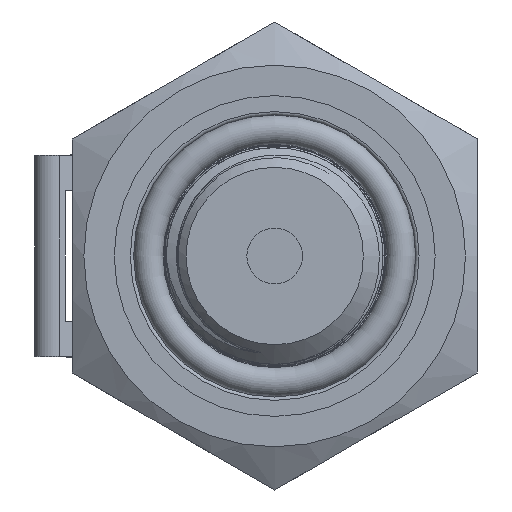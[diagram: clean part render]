
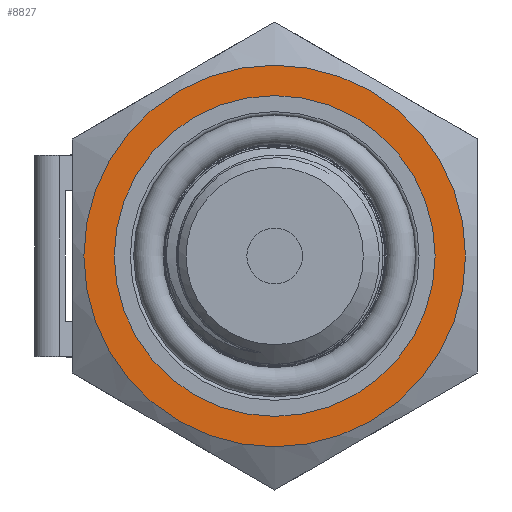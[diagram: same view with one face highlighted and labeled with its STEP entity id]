
A CAD part, left-side view. The second image highlights one B-rep face of the part: STEP entity #8827.
In plain terms, the highlighted planar face has unit normal (-1, 0, 0).
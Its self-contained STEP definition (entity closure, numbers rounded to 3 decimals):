
#119=FACE_BOUND('',#1519,.T.);
#242=PLANE('',#9286);
#985=FACE_OUTER_BOUND('',#1518,.T.);
#1518=EDGE_LOOP('',(#7598));
#1519=EDGE_LOOP('',(#7599));
#1839=CIRCLE('',#9254,11.3);
#1855=CIRCLE('',#9285,9.5);
#4212=VERTEX_POINT('',#19150);
#4231=VERTEX_POINT('',#23394);
#5363=EDGE_CURVE('',#4212,#4212,#1839,.T.);
#5402=EDGE_CURVE('',#4231,#4231,#1855,.T.);
#7598=ORIENTED_EDGE('',*,*,#5363,.T.);
#7599=ORIENTED_EDGE('',*,*,#5402,.T.);
#8827=ADVANCED_FACE('',(#985,#119),#242,.T.);
#9254=AXIS2_PLACEMENT_3D('',#19152,#10370,#10371);
#9285=AXIS2_PLACEMENT_3D('',#23395,#10440,#10441);
#9286=AXIS2_PLACEMENT_3D('',#23397,#10443,#10444);
#10370=DIRECTION('center_axis',(-1.,0.,0.));
#10371=DIRECTION('ref_axis',(0.,1.,0.));
#10440=DIRECTION('center_axis',(1.,0.,0.));
#10441=DIRECTION('ref_axis',(0.,0.,-1.));
#10443=DIRECTION('center_axis',(-1.,0.,0.));
#10444=DIRECTION('ref_axis',(0.,0.,1.));
#19150=CARTESIAN_POINT('',(14.,-11.3,0.));
#19152=CARTESIAN_POINT('Origin',(14.,0.,0.));
#23394=CARTESIAN_POINT('',(14.,-9.5,0.));
#23395=CARTESIAN_POINT('Origin',(14.,0.,0.));
#23397=CARTESIAN_POINT('Origin',(14.,12.,0.));
